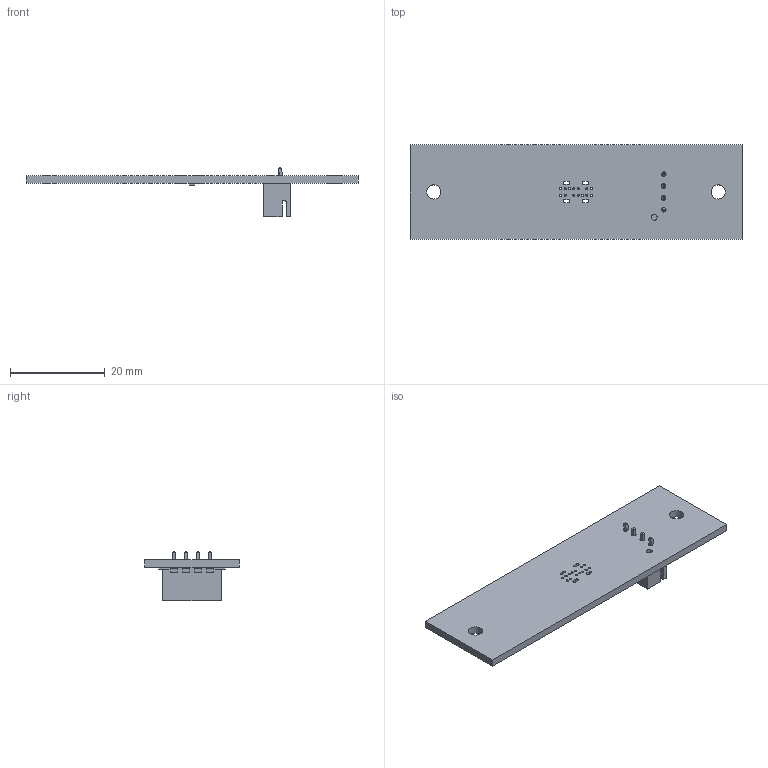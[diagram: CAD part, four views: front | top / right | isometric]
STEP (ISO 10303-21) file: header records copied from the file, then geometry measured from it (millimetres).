
FILE_DESCRIPTION(('KiCad electronic assembly'),'2;1');
FILE_NAME('usbc-jstxh.step','2021-04-03T22:50:25',('An Author'),( 'A Company'),'Open CASCADE STEP processor 6.9', 'KiCad to STEP converter','Unknown');
FILE_SCHEMA(('AUTOMOTIVE_DESIGN { 1 0 10303 214 1 1 1 1 }'));
Length unit declared in the file: millimetre
Products named in the file (6): Open CASCADE STEP translator 6.9 1; R_0805_2012Metric; SOLID; JST_XH_B4B-XH-A_1x04_P2.50mm_Vertical; COMPOUND
Assembly tree (6 placements, depth 3):
  Open CASCADE STEP translator 6.9 1
    R_0805_2012Metric  x2
      SOLID
    JST_XH_B4B-XH-A_1x04_P2.50mm_Vertical
      SOLID
    COMPOUND
Bounding box: 70 x 20 x 10.4 mm (x, y, z)
Volume: 2452.1 mm3; surface area: 3800.9 mm2
Topology: 4 solids, 4 shells, 236 faces, 626 edges, 406 vertices
Faces by surface type: plane 187, cylinder 49
Full cylindrical faces by diameter (mm): 0.45 x14, 0.95 x4, 1.2 x1, 3 x2
Entity records: 15281 total; most frequent: CARTESIAN_POINT 2661, DIRECTION 2122, LINE 1510, VECTOR 1510, ORIENTED_EDGE 1116, PCURVE 1116, DEFINITIONAL_REPRESENTATION 1116, EDGE_CURVE 558
